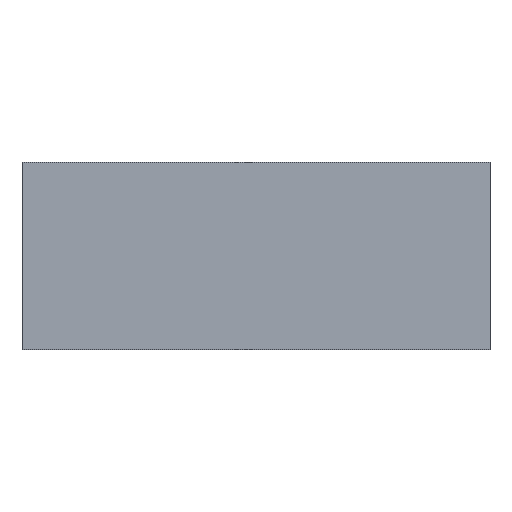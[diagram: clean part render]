
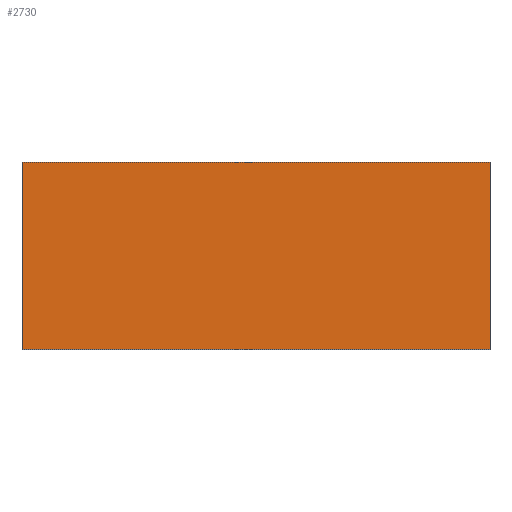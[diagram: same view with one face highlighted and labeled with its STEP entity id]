
A CAD part, top view. The second image highlights one B-rep face of the part: STEP entity #2730.
In plain terms, the highlighted planar face has unit normal (0, 0, 1).
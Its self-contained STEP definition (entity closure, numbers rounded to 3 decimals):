
#333=ORIENTED_EDGE('',*,*,#827,.T.);
#334=ORIENTED_EDGE('',*,*,#860,.F.);
#335=ORIENTED_EDGE('',*,*,#757,.F.);
#336=ORIENTED_EDGE('',*,*,#750,.T.);
#750=EDGE_CURVE('',#1026,#1025,#1213,.T.);
#757=EDGE_CURVE('',#1026,#1031,#1220,.T.);
#827=EDGE_CURVE('',#1025,#1100,#1277,.T.);
#860=EDGE_CURVE('',#1031,#1100,#1310,.T.);
#1025=VERTEX_POINT('',#3456);
#1026=VERTEX_POINT('',#3458);
#1031=VERTEX_POINT('',#3471);
#1100=VERTEX_POINT('',#3797);
#1213=LINE('',#3457,#1408);
#1220=LINE('',#3470,#1415);
#1277=LINE('',#3798,#1472);
#1310=LINE('',#3858,#1505);
#1408=VECTOR('',#3014,1000.);
#1415=VECTOR('',#3023,1000.);
#1472=VECTOR('',#3082,1000.);
#1505=VECTOR('',#3127,1000.);
#1612=EDGE_LOOP('',(#333,#334,#335,#336));
#1737=FACE_BOUND('',#1612,.T.);
#1846=PLANE('',#2862);
#2730=ADVANCED_FACE('',(#1737),#1846,.F.);
#2862=AXIS2_PLACEMENT_3D('',#3859,#3128,#3129);
#3014=DIRECTION('',(0.,1.,0.));
#3023=DIRECTION('',(-1.,0.,0.));
#3082=DIRECTION('',(-1.,0.,0.));
#3127=DIRECTION('',(0.,1.,0.));
#3128=DIRECTION('',(0.,0.,-1.));
#3129=DIRECTION('',(-1.,0.,0.));
#3456=CARTESIAN_POINT('',(7.5,3.,5.75));
#3457=CARTESIAN_POINT('',(7.5,-3.,5.75));
#3458=CARTESIAN_POINT('',(7.5,-3.,5.75));
#3470=CARTESIAN_POINT('',(7.5,-3.,5.75));
#3471=CARTESIAN_POINT('',(-7.5,-3.,5.75));
#3797=CARTESIAN_POINT('',(-7.5,3.,5.75));
#3798=CARTESIAN_POINT('',(7.5,3.,5.75));
#3858=CARTESIAN_POINT('',(-7.5,-3.,5.75));
#3859=CARTESIAN_POINT('',(7.5,-3.,5.75));
